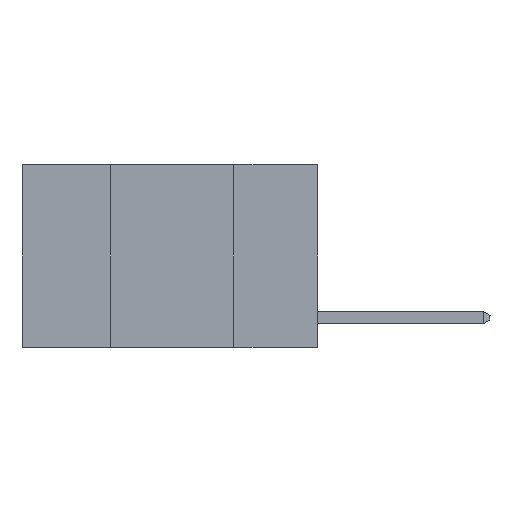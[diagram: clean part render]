
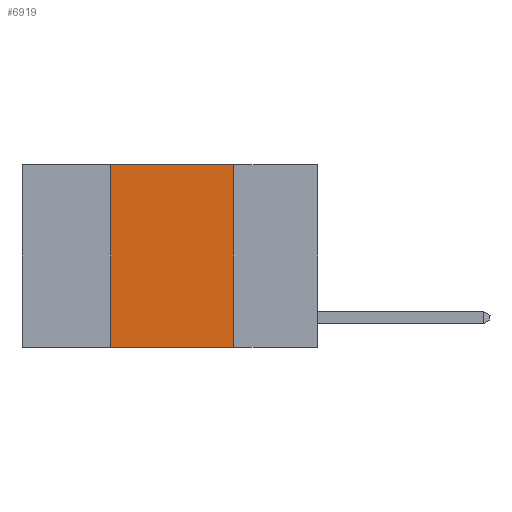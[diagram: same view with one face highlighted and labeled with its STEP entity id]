
A CAD part, left-side view. The second image highlights one B-rep face of the part: STEP entity #6919.
In plain terms, the highlighted planar face has unit normal (-1, 0, 0).
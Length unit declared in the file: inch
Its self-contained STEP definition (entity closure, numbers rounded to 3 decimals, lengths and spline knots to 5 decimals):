
#417 = EDGE_CURVE ( 'NONE', #8713, #6712, #14578, .T. ) ;
#684 = CARTESIAN_POINT ( 'NONE',  ( 0., 0.17, 0. ) ) ;
#920 = DIRECTION ( 'NONE',  ( 0., 0., -1. ) ) ;
#1641 = VERTEX_POINT ( 'NONE', #14580 ) ;
#2158 = PLANE ( 'NONE',  #9238 ) ;
#2169 = LINE ( 'NONE', #12642, #16641 ) ;
#3613 = VECTOR ( 'NONE', #4136, 39.37008 ) ;
#4136 = DIRECTION ( 'NONE',  ( 0., -1., 0. ) ) ;
#5028 = ORIENTED_EDGE ( 'NONE', *, *, #10055, .F. ) ;
#5630 = CARTESIAN_POINT ( 'NONE',  ( 0., 0.6, -0.37 ) ) ;
#6203 = ORIENTED_EDGE ( 'NONE', *, *, #417, .F. ) ;
#6712 = VERTEX_POINT ( 'NONE', #12155 ) ;
#6919 = ADVANCED_FACE ( 'NONE', ( #13851 ), #2158, .F. ) ;
#7445 = EDGE_CURVE ( 'NONE', #12102, #6712, #19331, .T. ) ;
#7954 = CARTESIAN_POINT ( 'NONE',  ( 0., 0.6, 0. ) ) ;
#8713 = VERTEX_POINT ( 'NONE', #684 ) ;
#9089 = ORIENTED_EDGE ( 'NONE', *, *, #7445, .T. ) ;
#9238 = AXIS2_PLACEMENT_3D ( 'NONE', #7954, #17204, #11232 ) ;
#10055 = EDGE_CURVE ( 'NONE', #1641, #8713, #2169, .T. ) ;
#11232 = DIRECTION ( 'NONE',  ( 0., 0., -1. ) ) ;
#12016 = EDGE_CURVE ( 'NONE', #12102, #1641, #12614, .T. ) ;
#12102 = VERTEX_POINT ( 'NONE', #17365 ) ;
#12155 = CARTESIAN_POINT ( 'NONE',  ( 0., 0.17, -0.37 ) ) ;
#12614 = LINE ( 'NONE', #18937, #16832 ) ;
#12642 = CARTESIAN_POINT ( 'NONE',  ( 0., 0.6, 0. ) ) ;
#13282 = CARTESIAN_POINT ( 'NONE',  ( 0., 0.17, 0. ) ) ;
#13587 = EDGE_LOOP ( 'NONE', ( #6203, #5028, #17660, #9089 ) ) ;
#13851 = FACE_OUTER_BOUND ( 'NONE', #13587, .T. ) ;
#14578 = LINE ( 'NONE', #13282, #15147 ) ;
#14580 = CARTESIAN_POINT ( 'NONE',  ( 0., 0.42, 0. ) ) ;
#15147 = VECTOR ( 'NONE', #920, 39.37008 ) ;
#16641 = VECTOR ( 'NONE', #18679, 39.37008 ) ;
#16832 = VECTOR ( 'NONE', #17174, 39.37008 ) ;
#17174 = DIRECTION ( 'NONE',  ( 0., 0., 1. ) ) ;
#17204 = DIRECTION ( 'NONE',  ( 1., 0., 0. ) ) ;
#17365 = CARTESIAN_POINT ( 'NONE',  ( 0., 0.42, -0.37 ) ) ;
#17660 = ORIENTED_EDGE ( 'NONE', *, *, #12016, .F. ) ;
#18679 = DIRECTION ( 'NONE',  ( 0., -1., 0. ) ) ;
#18937 = CARTESIAN_POINT ( 'NONE',  ( 0., 0.42, 0. ) ) ;
#19331 = LINE ( 'NONE', #5630, #3613 ) ;
